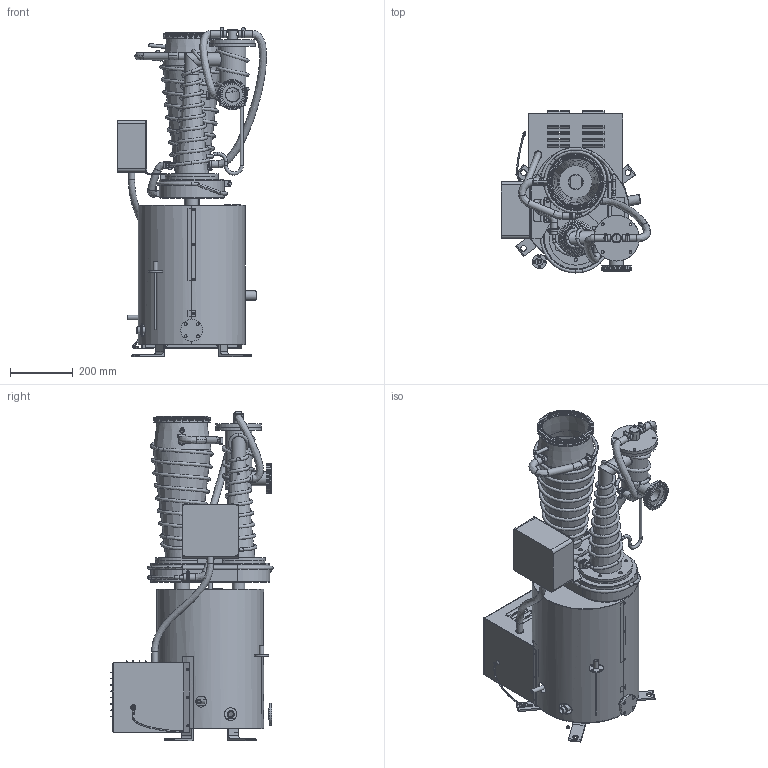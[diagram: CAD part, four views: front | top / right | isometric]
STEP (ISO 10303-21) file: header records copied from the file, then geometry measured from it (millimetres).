
FILE_DESCRIPTION(('STEP AP242'), '1');
FILE_NAME('2苂賻-160-1000', '2024-02-16T13:31:43', (''), (''), 'C3D Converter', 'C3D Toolkit', '');
FILE_SCHEMA(('AP242_MANAGED_MODEL_BASED_3D_ENGINEERING_MIM_LF { 1 0 10303 442 1 1 4 }'));
Length unit declared in the file: millimetre
Bounding box: 474.7 x 516.5 x 1047.75 mm (x, y, z)
Surface area: 3895426 mm2 (no closed solid volume)
Topology: 0 solids, 166 shells, 1193 faces, 4444 edges, 3239 vertices
Faces by surface type: plane 606, cylinder 481, bspline 70, torus 21, cone 15
Full cylindrical faces by diameter (mm): 3.242 x13, 3.4 x1, 4 x5, 5 x1, 6 x7, 6.228 x2, 6.4 x4, 7 x4, 7.4 x2, 8 x9, 8.228 x2, 8.376 x2, 9 x11, 10 x14, 10.3 x1, 11 x28, 12 x12, 13 x8, 14 x8, 14.3 x1, 14.5 x2, 16 x1, 16.5 x1, 17 x8, 18 x5, 20 x2, 22 x2, 22.5 x11, 24 x1, 25 x3
Entity records: 113492 total; most frequent: CARTESIAN_POINT 79250, DIRECTION 6113, ORIENTED_EDGE 6006, EDGE_CURVE 4157, VERTEX_POINT 3235, LINE 2045, VECTOR 2045, AXIS2_PLACEMENT_3D 2034
